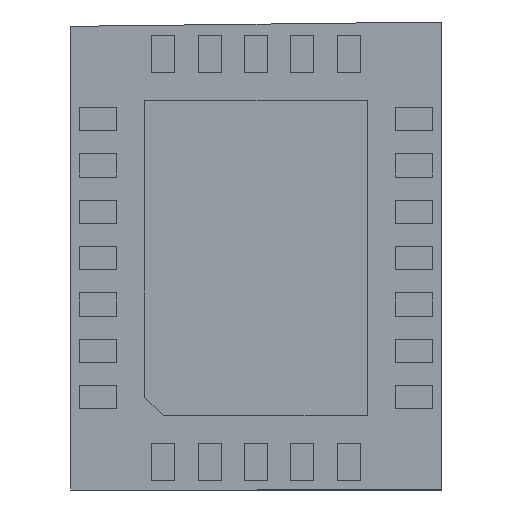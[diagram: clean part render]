
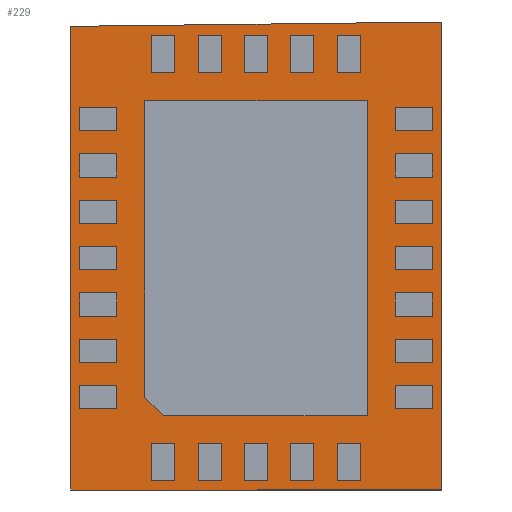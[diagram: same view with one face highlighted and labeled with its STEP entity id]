
A CAD part, front view. The second image highlights one B-rep face of the part: STEP entity #229.
In plain terms, the highlighted planar face has unit normal (0, -1, 0).
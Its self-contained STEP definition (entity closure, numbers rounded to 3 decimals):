
#143 = AXIS2_PLACEMENT_3D ( 'NONE', #11907, #11051, #8342 ) ;
#229 = ADVANCED_FACE ( 'NONE', ( #1512 ), #5438, .F. ) ;
#318 = DIRECTION ( 'NONE',  ( -1., 0., 0. ) ) ;
#365 = VECTOR ( 'NONE', #1238, 1000. ) ;
#527 = EDGE_CURVE ( 'NONE', #9897, #1937, #10010, .T. ) ;
#860 = EDGE_CURVE ( 'NONE', #1937, #1701, #5939, .T. ) ;
#1238 = DIRECTION ( 'NONE',  ( 1., 0., 0.012 ) ) ;
#1410 = CARTESIAN_POINT ( 'NONE',  ( -2., 0.1, 0.023 ) ) ;
#1512 = FACE_OUTER_BOUND ( 'NONE', #6319, .T. ) ;
#1700 = VECTOR ( 'NONE', #7537, 1000. ) ;
#1701 = VERTEX_POINT ( 'NONE', #11327 ) ;
#1937 = VERTEX_POINT ( 'NONE', #11614 ) ;
#2077 = CARTESIAN_POINT ( 'NONE',  ( 2., 0.1, 2.547 ) ) ;
#2137 = LINE ( 'NONE', #4007, #1700 ) ;
#2740 = CARTESIAN_POINT ( 'NONE',  ( 2., 0.1, -2.5 ) ) ;
#3826 = ORIENTED_EDGE ( 'NONE', *, *, #5160, .F. ) ;
#3834 = EDGE_CURVE ( 'NONE', #11776, #9897, #2137, .T. ) ;
#3969 = CARTESIAN_POINT ( 'NONE',  ( 0., 0.1, -2.5 ) ) ;
#4007 = CARTESIAN_POINT ( 'NONE',  ( 2., 0.1, 0.023 ) ) ;
#4518 = ORIENTED_EDGE ( 'NONE', *, *, #527, .F. ) ;
#5160 = EDGE_CURVE ( 'NONE', #1701, #11776, #11466, .T. ) ;
#5438 = PLANE ( 'NONE',  #143 ) ;
#5939 = LINE ( 'NONE', #1410, #9126 ) ;
#6319 = EDGE_LOOP ( 'NONE', ( #3826, #10137, #4518, #9300 ) ) ;
#6785 = CARTESIAN_POINT ( 'NONE',  ( -2., 0.1, 2.5 ) ) ;
#6952 = DIRECTION ( 'NONE',  ( 0., 0., 1. ) ) ;
#7537 = DIRECTION ( 'NONE',  ( 0., 0., -1. ) ) ;
#8131 = VECTOR ( 'NONE', #318, 1000. ) ;
#8342 = DIRECTION ( 'NONE',  ( 0., 0., 1. ) ) ;
#9126 = VECTOR ( 'NONE', #6952, 1000. ) ;
#9300 = ORIENTED_EDGE ( 'NONE', *, *, #3834, .F. ) ;
#9897 = VERTEX_POINT ( 'NONE', #2740 ) ;
#10010 = LINE ( 'NONE', #3969, #8131 ) ;
#10137 = ORIENTED_EDGE ( 'NONE', *, *, #860, .F. ) ;
#11051 = DIRECTION ( 'NONE',  ( 0., 1., 0. ) ) ;
#11327 = CARTESIAN_POINT ( 'NONE',  ( -2., 0.1, 2.5 ) ) ;
#11466 = LINE ( 'NONE', #6785, #365 ) ;
#11614 = CARTESIAN_POINT ( 'NONE',  ( -2., 0.1, -2.5 ) ) ;
#11776 = VERTEX_POINT ( 'NONE', #2077 ) ;
#11907 = CARTESIAN_POINT ( 'NONE',  ( 0., 0.1, 0.023 ) ) ;
